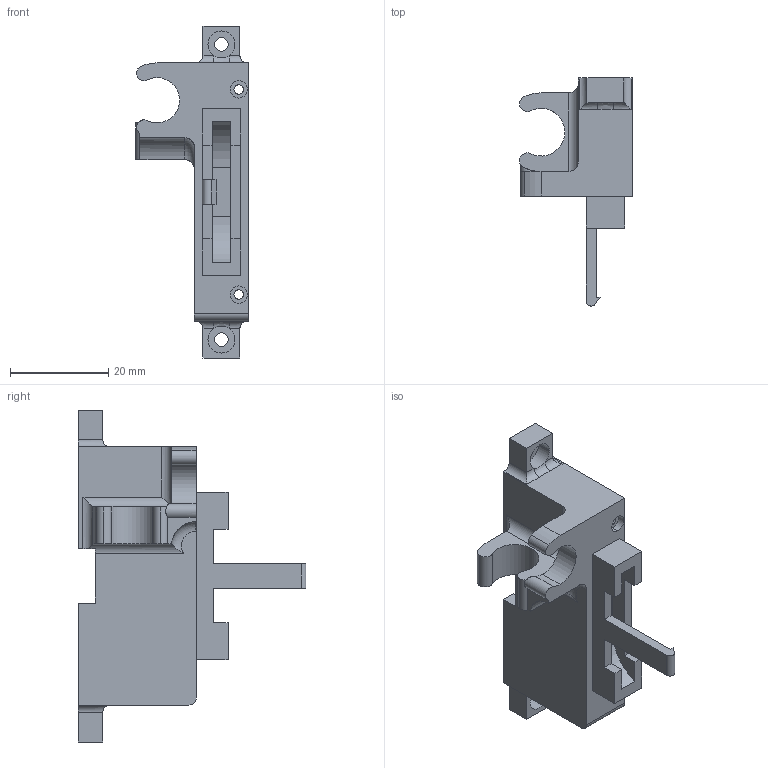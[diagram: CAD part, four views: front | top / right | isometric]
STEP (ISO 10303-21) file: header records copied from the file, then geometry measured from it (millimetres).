
FILE_DESCRIPTION (( 'STEP AP203' ), '1' );
FILE_NAME ('HCSRFrontCover.STEP', '2024-10-09T13:26:57', ( '' ), ( '' ), 'SwSTEP 2.0', 'SolidWorks 2023', '' );
FILE_SCHEMA (( 'CONFIG_CONTROL_DESIGN' ));
Length unit declared in the file: millimetre
Products named in the file (1): HCSRFrontCover
Bounding box: 22.97 x 46.33 x 67.5 mm (x, y, z)
Volume: 9093.4 mm3; surface area: 6668.6 mm2
Topology: 1 solids, 1 shells, 105 faces, 284 edges, 184 vertices
Faces by surface type: plane 53, cylinder 48, torus 2, bspline 2
Entity records: 3557 total; most frequent: CARTESIAN_POINT 790, ORIENTED_EDGE 568, DIRECTION 561, EDGE_CURVE 284, AXIS2_PLACEMENT_3D 189, VERTEX_POINT 184, VECTOR 183, LINE 183
